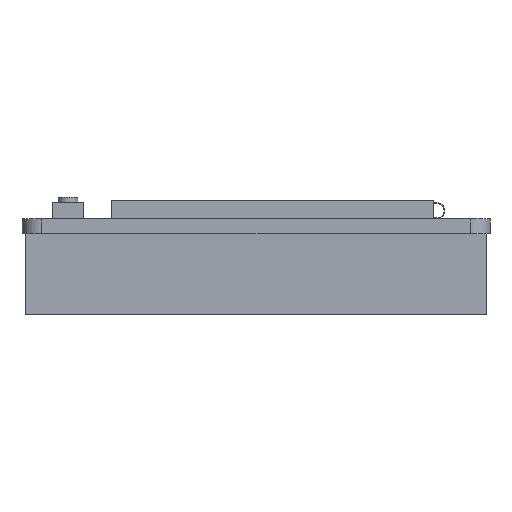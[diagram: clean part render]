
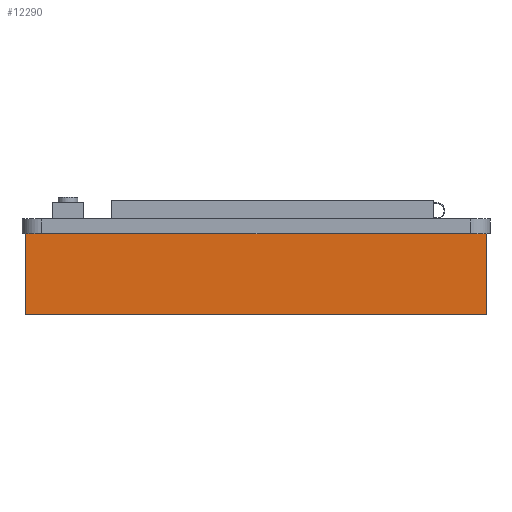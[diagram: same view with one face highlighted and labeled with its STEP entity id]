
A CAD part, front view. The second image highlights one B-rep face of the part: STEP entity #12290.
In plain terms, the highlighted planar face has unit normal (0, -1, 0).
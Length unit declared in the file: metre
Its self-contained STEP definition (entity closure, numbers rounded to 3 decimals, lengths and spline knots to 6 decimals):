
#1479=ORIENTED_EDGE('',*,*,#4730,.F.);
#1480=ORIENTED_EDGE('',*,*,#4790,.F.);
#1481=ORIENTED_EDGE('',*,*,#4791,.T.);
#1482=ORIENTED_EDGE('',*,*,#4792,.T.);
#4730=EDGE_CURVE('',#6425,#6427,#7421,.T.);
#4790=EDGE_CURVE('',#6459,#6425,#7469,.T.);
#4791=EDGE_CURVE('',#6459,#6460,#7470,.T.);
#4792=EDGE_CURVE('',#6460,#6427,#7471,.T.);
#6425=VERTEX_POINT('',#20824);
#6427=VERTEX_POINT('',#20827);
#6459=VERTEX_POINT('',#20953);
#6460=VERTEX_POINT('',#20955);
#7421=LINE('',#20826,#8865);
#7469=LINE('',#20952,#8913);
#7470=LINE('',#20954,#8914);
#7471=LINE('',#20956,#8915);
#8865=VECTOR('',#17671,1.);
#8913=VECTOR('',#17811,1.);
#8914=VECTOR('',#17812,1.);
#8915=VECTOR('',#17813,1.);
#10204=EDGE_LOOP('',(#1479,#1480,#1481,#1482));
#10978=FACE_BOUND('',#10204,.T.);
#11713=PLANE('',#16928);
#12290=ADVANCED_FACE('',(#10978),#11713,.T.);
#16928=AXIS2_PLACEMENT_3D('',#20951,#17809,#17810);
#17671=DIRECTION('',(1.,0.,0.));
#17809=DIRECTION('',(0.,-1.,0.));
#17810=DIRECTION('',(0.,0.,-1.));
#17811=DIRECTION('',(0.,0.,1.));
#17812=DIRECTION('',(1.,0.,0.));
#17813=DIRECTION('',(0.,0.,1.));
#20824=CARTESIAN_POINT('',(0.00035,0.00242,-0.00165));
#20826=CARTESIAN_POINT('',(0.026,0.00242,-0.00165));
#20827=CARTESIAN_POINT('',(0.05165,0.00242,-0.00165));
#20951=CARTESIAN_POINT('',(0.026,0.00242,-0.01065));
#20952=CARTESIAN_POINT('',(0.00035,0.00242,-0.01065));
#20953=CARTESIAN_POINT('',(0.00035,0.00242,-0.01065));
#20954=CARTESIAN_POINT('',(0.026,0.00242,-0.01065));
#20955=CARTESIAN_POINT('',(0.05165,0.00242,-0.01065));
#20956=CARTESIAN_POINT('',(0.05165,0.00242,-0.01065));
